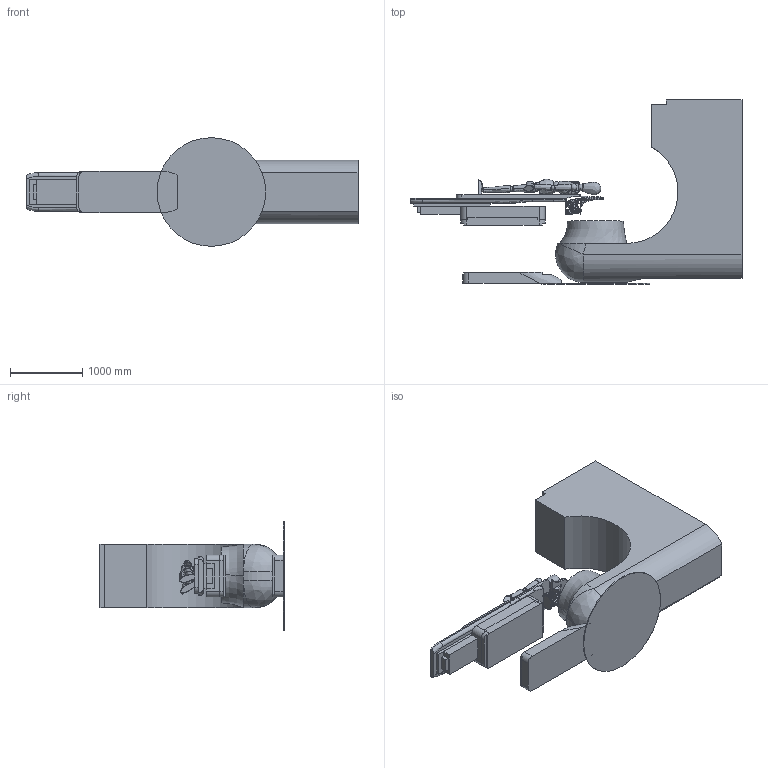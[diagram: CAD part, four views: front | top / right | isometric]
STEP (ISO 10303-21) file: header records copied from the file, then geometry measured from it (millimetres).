
FILE_DESCRIPTION(/* description */ (''),/* implementation_level */ '2;1');
FILE_NAME(/* name */ 'Clearance_test1.stp',/* time_stamp */ '2019-08-23T14:34:14-05:00',/* author */ ('epearson'),/* organization */ (''),/* preprocessor_version */ 'ST-DEVELOPER v17',/* originating_system */ 'Autodesk Inventor 2019',/* authorisation */ '');
FILE_SCHEMA (('AUTOMOTIVE_DESIGN { 1 0 10303 214 3 1 1 }'));
Length unit declared in the file: inch
Products named in the file (43): Clearance_test1; truebeam; CouchTop; CouchMain; CouchLatBase; TBGantry; CouchLngMid; CouchLngInner; Assembly4; CouchFoot; Turntable; User Library-Ergo Man; User Library-Ergo Man_Hips; User Library-Ergo Man_Theigh; User Library-Ergo Man_Shin; User Library-Ergo Man_Foot; User Library-Ergo Man_body; User Library-Ergo Man_Left Hand; User Library-Ergo Man_Upper Arm; User Library-Ergo Man_Forearm; User Library-Ergo Man_Shoulder; User Library-Ergo Man_head; User Library-Ergo Man_Rignt Hand; Hexapod_circular2; Circular_Plate_w_connectors; CircularPlate_SetScrews; CircularPlate; Linear_actuator_base_w_connector; Linear_actuator_base_populated; Linear actuator base; Nema 11 Motor new; Spacer Ring; Push_rod_w_connector; Linear actuator push rod v1; Connector2; Circular_Plate_w_connectors_1; CircularPlate_SetScrews_1; CircularPlate_1; ANSI B18.3 - 6-40 UNF x 0.188; Connector1 ...
Assembly tree (92 placements, depth 5):
  Clearance_test1
    truebeam
      CouchTop
      CouchMain
      CouchLatBase
      TBGantry
      CouchLngMid
      CouchLngInner
      Assembly4
        CouchFoot
        Turntable
    User Library-Ergo Man
      User Library-Ergo Man_Hips
      User Library-Ergo Man_Theigh  x2
      User Library-Ergo Man_Shin  x2
      User Library-Ergo Man_Foot  x2
      User Library-Ergo Man_body
      User Library-Ergo Man_Left Hand
      User Library-Ergo Man_Forearm  x2
      User Library-Ergo Man_Upper Arm  x2
      User Library-Ergo Man_Shoulder  x2
      User Library-Ergo Man_head
      User Library-Ergo Man_Rignt Hand
    Hexapod_circular2
      Circular_Plate_w_connectors
        CircularPlate_SetScrews
          CircularPlate
          ANSI B18.3 - 6-40 UNF x 0.188  x6
        Connector1  x6
      Pivot  x12
      Linear_actuator_base_w_connector  x6
        Linear_actuator_base_populated
          Linear actuator base
          Nema 11 Motor new
          Spacer Ring
        Connector2
      Push_rod_w_connector  x6
        Linear actuator push rod v1
        Connector2
      Circular_Plate_w_connectors_1
        CircularPlate_SetScrews_1
          CircularPlate_1
          ANSI B18.3 - 6-40 UNF x 0.188  x6
        Connector1  x6
    headboard
    couchpad
Bounding box: 4586.43 x 2542.45 x 1500 mm (x, y, z)
Volume: 3500107027.7 mm3; surface area: 33492512.2 mm2
Topology: 101 solids, 101 shells, 3023 faces, 7513 edges, 4796 vertices
Faces by surface type: cylinder 1308, plane 1063, torus 325, bspline 153, sphere 114, cone 60
Full cylindrical faces by diameter (mm): 1.429 x96, 2.05 x24, 2.529 x12, 2.642 x12, 3 x24, 3.1 x6, 3.12 x12, 3.505 x12, 3.87 x18, 4.5 x24, 4.9 x6, 4.91 x6, 4.97 x12, 6 x24, 6.66 x6, 7.75 x6, 8.1 x24, 9.45 x12, 9.46 x24, 9.5 x12, 10 x1, 13 x6, 20 x12, 21.9 x6, 22.3 x6, 25 x6, 38.1 x6, 40 x6, 46.52 x4, 216 x1
Entity records: 32419 total; most frequent: CARTESIAN_POINT 14206, DIRECTION 3596, ORIENTED_EDGE 3336, EDGE_CURVE 1668, AXIS2_PLACEMENT_3D 1466, VERTEX_POINT 1098, EDGE_LOOP 826, FACE_OUTER_BOUND 686
